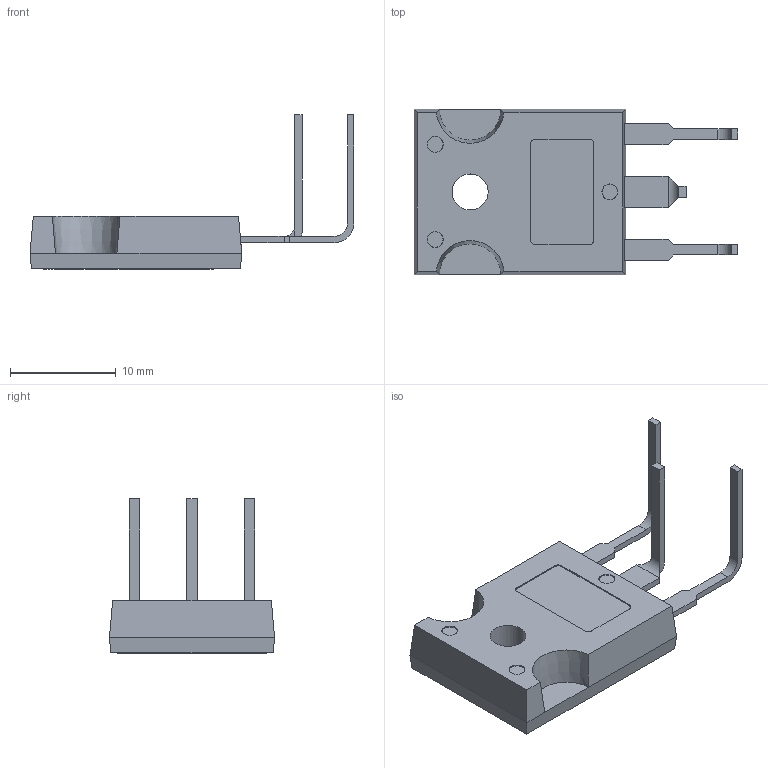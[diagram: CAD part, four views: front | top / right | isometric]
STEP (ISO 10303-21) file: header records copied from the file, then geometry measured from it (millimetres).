
FILE_DESCRIPTION(/* description */ (''),/* implementation_level */ '2;1');
FILE_NAME(/* name */ 'todio.step',/* time_stamp */ '2020-01-18T11:21:08+03:00',/* author */ (''),/* organization */ (''),/* preprocessor_version */ 'ST-DEVELOPER v18',/* originating_system */ 'Autodesk Translation Framework v8.12.0.6',/* authorisation */ '');
FILE_SCHEMA (('AUTOMOTIVE_DESIGN { 1 0 10303 214 3 1 1 }'));
Length unit declared in the file: millimetre
Products named in the file (1): a
Bounding box: 30.6 x 15.6 x 14.6 mm (x, y, z)
Volume: 1409.7 mm3; surface area: 1235.1 mm2
Topology: 1 solids, 1 shells, 96 faces, 253 edges, 168 vertices
Faces by surface type: plane 77, cylinder 10, cone 9
Full cylindrical faces by diameter (mm): 3.4 x1, 6 x1
Entity records: 3101 total; most frequent: CARTESIAN_POINT 566, ORIENTED_EDGE 506, DIRECTION 493, EDGE_CURVE 253, LINE 199, VECTOR 199, VERTEX_POINT 168, AXIS2_PLACEMENT_3D 147
